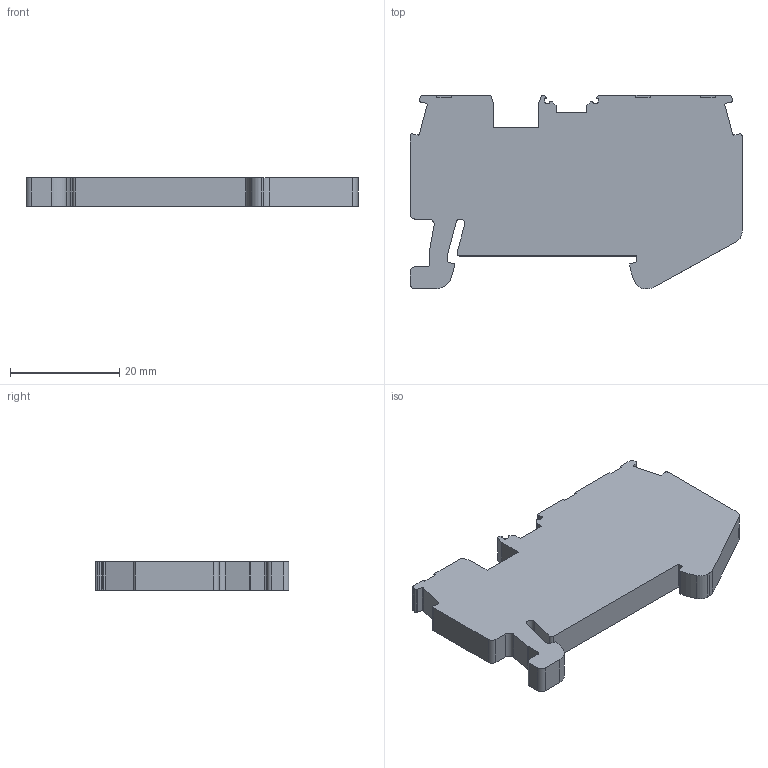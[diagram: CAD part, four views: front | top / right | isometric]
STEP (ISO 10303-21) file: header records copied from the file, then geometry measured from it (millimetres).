
FILE_DESCRIPTION( ( 'Unknown' ), '1' );
FILE_NAME( '零件11.stp', 'Unknown', ( 'Unknown' ), ( 'Unknown' ), 'XStep 1.0', 'Unknown', ' ' );
FILE_SCHEMA( ( 'automotive_design' ) );
Length unit declared in the file: millimetre
Products named in the file (1): PRT0002
Bounding box: 60.7 x 35.4 x 5.15 mm (x, y, z)
Volume: 8793 mm3; surface area: 4696.4 mm2
Topology: 1 solids, 1 shells, 141 faces, 414 edges, 278 vertices
Faces by surface type: plane 97, cylinder 44
Entity records: 5828 total; most frequent: CARTESIAN_POINT 834, ORIENTED_EDGE 828, DIRECTION 786, EDGE_CURVE 414, LINE 326, VECTOR 326, VERTEX_POINT 278, AXIS2_PLACEMENT_3D 230
